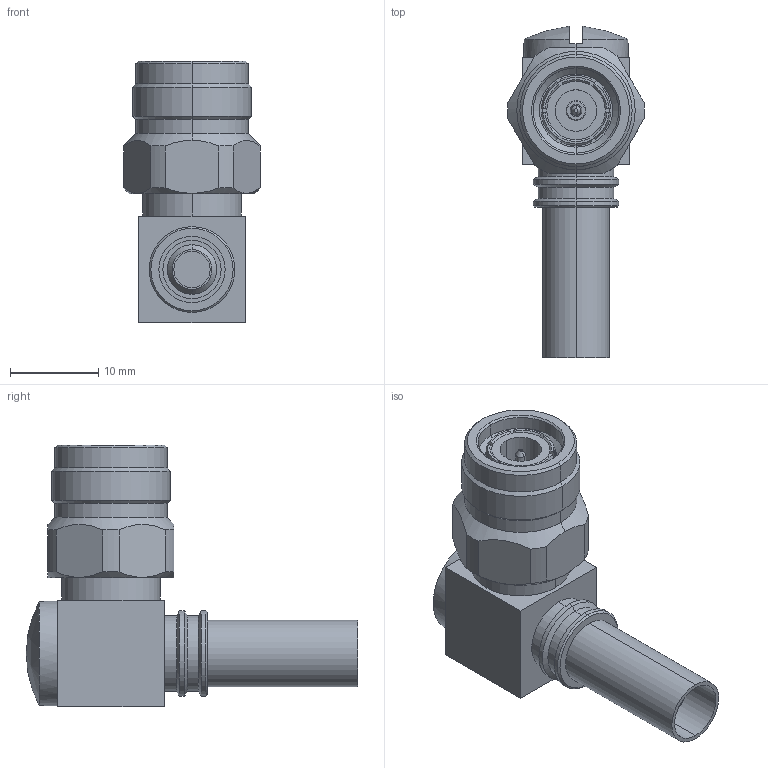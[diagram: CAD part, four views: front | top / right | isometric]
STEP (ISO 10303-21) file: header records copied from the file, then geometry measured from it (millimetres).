
FILE_DESCRIPTION (( 'STEP AP214' ), '1' );
FILE_NAME ('3190-2726(EZ-240-TM-RA-X).STEP', '2018-07-12T03:11:12', ( '' ), ( '' ), 'SwSTEP 2.0', 'SolidWorks 2017', '' );
FILE_SCHEMA (( 'AUTOMOTIVE_DESIGN' ));
Length unit declared in the file: millimetre
Products named in the file (1): 3190-2726(EZ-240-TM-RA-X)
Bounding box: 15.49 x 37.51 x 29.64 mm (x, y, z)
Volume: 4889 mm3; surface area: 3769.7 mm2
Topology: 1 solids, 1 shells, 159 faces, 367 edges, 225 vertices
Faces by surface type: cylinder 54, plane 53, cone 43, bspline 7, sphere 2
Entity records: 4852 total; most frequent: CARTESIAN_POINT 1206, DIRECTION 789, ORIENTED_EDGE 734, EDGE_CURVE 367, AXIS2_PLACEMENT_3D 322, VERTEX_POINT 225, EDGE_LOOP 174, CIRCLE 169
